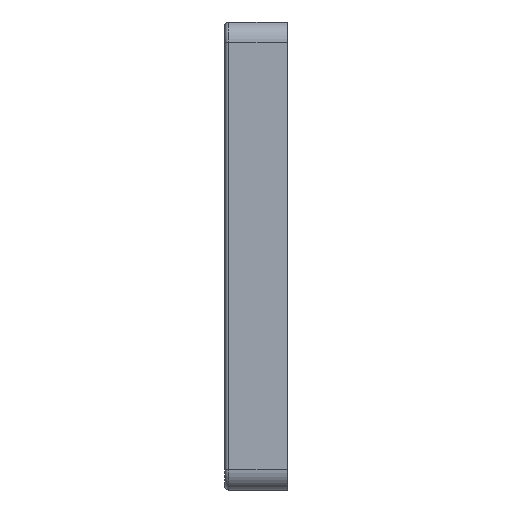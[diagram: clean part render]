
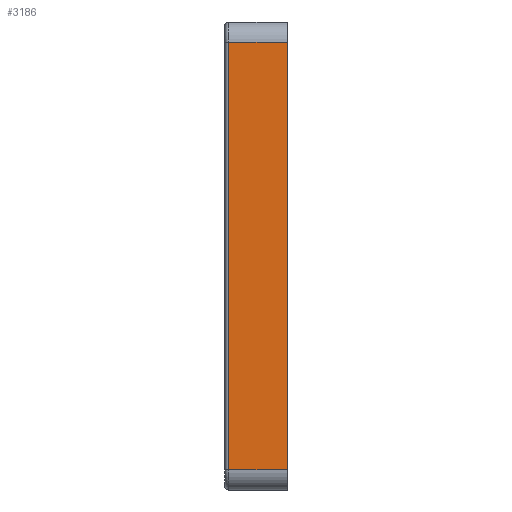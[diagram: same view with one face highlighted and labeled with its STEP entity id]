
A CAD part, left-side view. The second image highlights one B-rep face of the part: STEP entity #3186.
In plain terms, the highlighted planar face has unit normal (-1, 0, 0).
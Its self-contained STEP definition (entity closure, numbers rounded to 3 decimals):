
#386=FACE_OUTER_BOUND('',#593,.T.);
#593=EDGE_LOOP('',(#2613,#2614,#2615,#2616));
#819=LINE('',#5032,#1123);
#923=LINE('',#5338,#1227);
#924=LINE('',#5340,#1228);
#925=LINE('',#5341,#1229);
#1123=VECTOR('',#3974,10.);
#1227=VECTOR('',#4296,10.);
#1228=VECTOR('',#4297,10.);
#1229=VECTOR('',#4298,10.);
#1448=VERTEX_POINT('',#5029);
#1449=VERTEX_POINT('',#5031);
#1542=VERTEX_POINT('',#5337);
#1543=VERTEX_POINT('',#5339);
#1781=EDGE_CURVE('',#1449,#1448,#819,.T.);
#1933=EDGE_CURVE('',#1542,#1448,#923,.T.);
#1934=EDGE_CURVE('',#1543,#1542,#924,.T.);
#1935=EDGE_CURVE('',#1449,#1543,#925,.T.);
#2613=ORIENTED_EDGE('',*,*,#1781,.T.);
#2614=ORIENTED_EDGE('',*,*,#1933,.F.);
#2615=ORIENTED_EDGE('',*,*,#1934,.F.);
#2616=ORIENTED_EDGE('',*,*,#1935,.F.);
#3043=PLANE('',#3503);
#3186=ADVANCED_FACE('',(#386),#3043,.T.);
#3503=AXIS2_PLACEMENT_3D('',#5336,#4294,#4295);
#3974=DIRECTION('',(0.,0.,1.));
#4294=DIRECTION('center_axis',(-1.,0.,0.));
#4295=DIRECTION('ref_axis',(0.,0.,1.));
#4296=DIRECTION('',(0.,-1.,0.));
#4297=DIRECTION('',(0.,0.,1.));
#4298=DIRECTION('',(0.,1.,0.));
#5029=CARTESIAN_POINT('',(-148.125,-8.5,52.875));
#5031=CARTESIAN_POINT('',(-148.125,-8.5,-52.875));
#5032=CARTESIAN_POINT('',(-148.125,-8.5,-28.938));
#5336=CARTESIAN_POINT('Origin',(-148.125,0.,-57.875));
#5337=CARTESIAN_POINT('',(-148.125,6.,52.875));
#5338=CARTESIAN_POINT('',(-148.125,0.,52.875));
#5339=CARTESIAN_POINT('',(-148.125,6.,-52.875));
#5340=CARTESIAN_POINT('',(-148.125,6.,-28.938));
#5341=CARTESIAN_POINT('',(-148.125,0.,-52.875));
